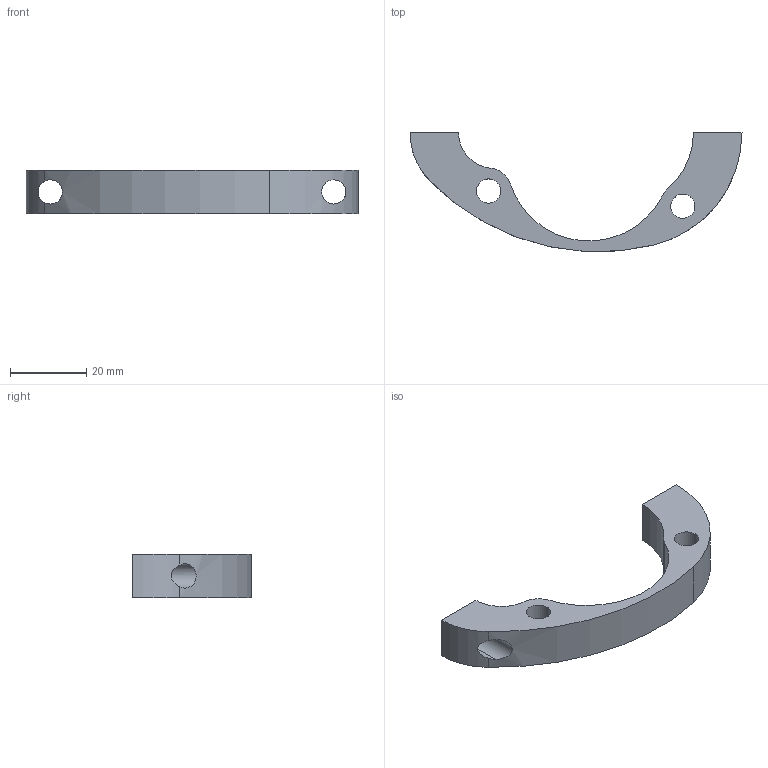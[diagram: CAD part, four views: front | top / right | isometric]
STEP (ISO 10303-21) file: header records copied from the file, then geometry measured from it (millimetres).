
FILE_DESCRIPTION (( 'STEP AP214' ), '1' );
FILE_NAME ('BK4003.STEP', '2018-03-13T19:57:12', ( '' ), ( '' ), 'SwSTEP 2.0', 'SolidWorks 2018', '' );
FILE_SCHEMA (( 'AUTOMOTIVE_DESIGN' ));
Length unit declared in the file: inch
Products named in the file (1): BK4003
Bounding box: 86.89 x 31.11 x 11.43 mm (x, y, z)
Volume: 8869.8 mm3; surface area: 5335.5 mm2
Topology: 1 solids, 1 shells, 20 faces, 57 edges, 38 vertices
Faces by surface type: cylinder 16, plane 4
Entity records: 845 total; most frequent: CARTESIAN_POINT 248, DIRECTION 121, ORIENTED_EDGE 114, EDGE_CURVE 57, AXIS2_PLACEMENT_3D 49, VERTEX_POINT 38, CIRCLE 28, EDGE_LOOP 27
